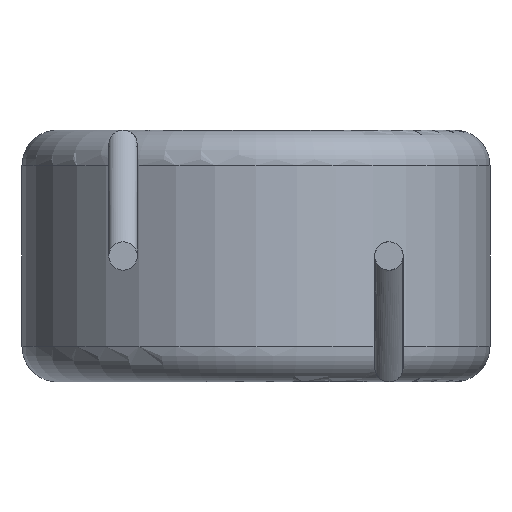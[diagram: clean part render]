
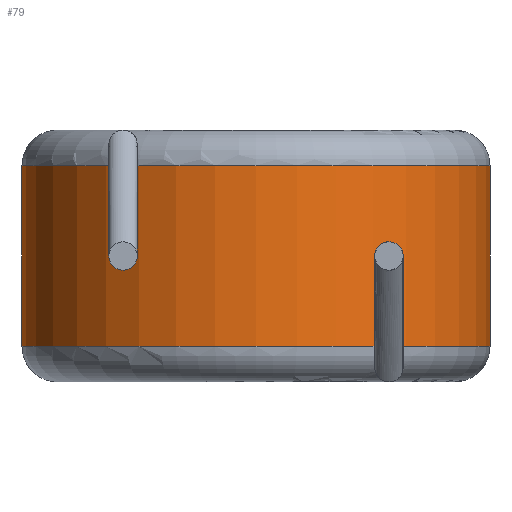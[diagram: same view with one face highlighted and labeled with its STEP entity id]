
A CAD part, front view. The second image highlights one B-rep face of the part: STEP entity #79.
In plain terms, the highlighted cylindrical face has radius 6.6 mm (diameter 13.2 mm), a partial arc.
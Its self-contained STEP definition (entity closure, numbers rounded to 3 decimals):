
#10 = EDGE_CURVE ( 'NONE', #630, #825, #954, .T. ) ;
#18 = ORIENTED_EDGE ( 'NONE', *, *, #731, .F. ) ;
#26 = VERTEX_POINT ( 'NONE', #996 ) ;
#79 = ADVANCED_FACE ( 'NONE', ( #754 ), #211, .T. ) ;
#94 = EDGE_LOOP ( 'NONE', ( #18, #833, #488, #895 ) ) ;
#131 = DIRECTION ( 'NONE',  ( 0., 0., -1. ) ) ;
#188 = AXIS2_PLACEMENT_3D ( 'NONE', #540, #131, #470 ) ;
#200 = DIRECTION ( 'NONE',  ( 0., 0., -1. ) ) ;
#211 = CYLINDRICAL_SURFACE ( 'NONE', #188, 6.6 ) ;
#244 = DIRECTION ( 'NONE',  ( 0., 0., -1. ) ) ;
#272 = EDGE_CURVE ( 'NONE', #918, #26, #1026, .T. ) ;
#346 = DIRECTION ( 'NONE',  ( 1., 0., 0. ) ) ;
#368 = CARTESIAN_POINT ( 'NONE',  ( 6.6, 0., 2.55 ) ) ;
#393 = AXIS2_PLACEMENT_3D ( 'NONE', #836, #578, #346 ) ;
#470 = DIRECTION ( 'NONE',  ( -1., 0., 0. ) ) ;
#478 = VECTOR ( 'NONE', #200, 1000. ) ;
#483 = CARTESIAN_POINT ( 'NONE',  ( 0., 0., 2.55 ) ) ;
#488 = ORIENTED_EDGE ( 'NONE', *, *, #810, .T. ) ;
#494 = AXIS2_PLACEMENT_3D ( 'NONE', #483, #244, #839 ) ;
#496 = VECTOR ( 'NONE', #953, 1000. ) ;
#540 = CARTESIAN_POINT ( 'NONE',  ( 0., 0., 3.55 ) ) ;
#578 = DIRECTION ( 'NONE',  ( 0., 0., 1. ) ) ;
#630 = VERTEX_POINT ( 'NONE', #1016 ) ;
#731 = EDGE_CURVE ( 'NONE', #918, #825, #804, .T. ) ;
#754 = FACE_OUTER_BOUND ( 'NONE', #94, .T. ) ;
#804 = LINE ( 'NONE', #1037, #478 ) ;
#810 = EDGE_CURVE ( 'NONE', #26, #630, #871, .T. ) ;
#825 = VERTEX_POINT ( 'NONE', #848 ) ;
#833 = ORIENTED_EDGE ( 'NONE', *, *, #272, .T. ) ;
#836 = CARTESIAN_POINT ( 'NONE',  ( 0., 0., -2.55 ) ) ;
#839 = DIRECTION ( 'NONE',  ( 1., 0., 0. ) ) ;
#848 = CARTESIAN_POINT ( 'NONE',  ( 6.6, 0., -2.55 ) ) ;
#871 = LINE ( 'NONE', #1022, #496 ) ;
#895 = ORIENTED_EDGE ( 'NONE', *, *, #10, .T. ) ;
#918 = VERTEX_POINT ( 'NONE', #368 ) ;
#953 = DIRECTION ( 'NONE',  ( 0., 0., -1. ) ) ;
#954 = CIRCLE ( 'NONE', #393, 6.6 ) ;
#996 = CARTESIAN_POINT ( 'NONE',  ( -6.6, 0., 2.55 ) ) ;
#1016 = CARTESIAN_POINT ( 'NONE',  ( -6.6, 0., -2.55 ) ) ;
#1022 = CARTESIAN_POINT ( 'NONE',  ( -6.6, 0., 3.55 ) ) ;
#1026 = CIRCLE ( 'NONE', #494, 6.6 ) ;
#1037 = CARTESIAN_POINT ( 'NONE',  ( 6.6, 0., 3.55 ) ) ;
